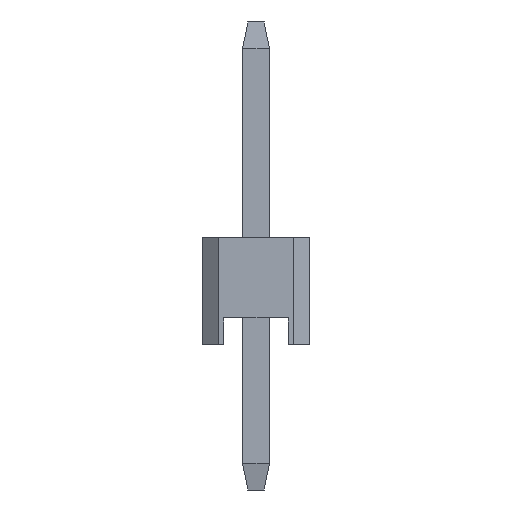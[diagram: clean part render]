
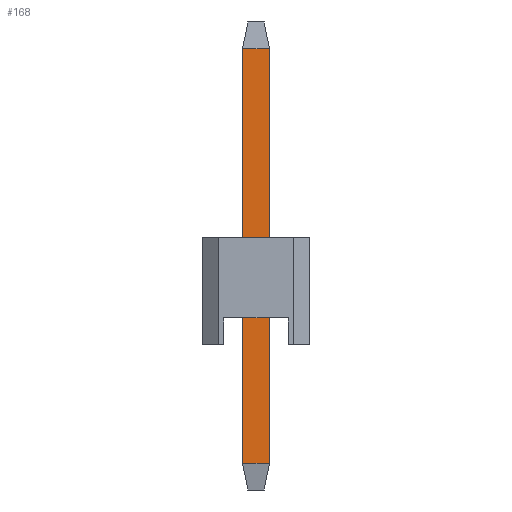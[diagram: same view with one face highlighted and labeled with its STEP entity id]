
A CAD part, left-side view. The second image highlights one B-rep face of the part: STEP entity #168.
In plain terms, the highlighted planar face has unit normal (-1, 0, 0).
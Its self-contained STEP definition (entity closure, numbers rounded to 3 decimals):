
#168=ADVANCED_FACE('',(#462),#4412,.T.);
#462=FACE_OUTER_BOUND('',#756,.T.);
#756=EDGE_LOOP('',(#1075,#1076,#1077,#1078));
#1075=ORIENTED_EDGE('',*,*,#2520,.F.);
#1076=ORIENTED_EDGE('',*,*,#2521,.F.);
#1077=ORIENTED_EDGE('',*,*,#2522,.F.);
#1078=ORIENTED_EDGE('',*,*,#2519,.F.);
#2519=EDGE_CURVE('',#3963,#3964,#3241,.T.);
#2520=EDGE_CURVE('',#3965,#3963,#3242,.T.);
#2521=EDGE_CURVE('',#3966,#3965,#3243,.T.);
#2522=EDGE_CURVE('',#3964,#3966,#3244,.T.);
#3241=B_SPLINE_CURVE_WITH_KNOTS('',1,(#5357,#5358),.UNSPECIFIED.,.F.,.F.,
(2,2),(-7.7,0.),.UNSPECIFIED.);
#3242=B_SPLINE_CURVE_WITH_KNOTS('',1,(#5359,#5360),.UNSPECIFIED.,.F.,.F.,
(2,2),(-0.5,0.),.UNSPECIFIED.);
#3243=B_SPLINE_CURVE_WITH_KNOTS('',1,(#5361,#5362),.UNSPECIFIED.,.F.,.F.,
(2,2),(-7.7,0.),.UNSPECIFIED.);
#3244=B_SPLINE_CURVE_WITH_KNOTS('',1,(#5363,#5364),.UNSPECIFIED.,.F.,.F.,
(2,2),(-0.5,0.),.UNSPECIFIED.);
#3963=VERTEX_POINT('',#5337);
#3964=VERTEX_POINT('',#5338);
#3965=VERTEX_POINT('',#5339);
#3966=VERTEX_POINT('',#5340);
#4412=PLANE('',#4726);
#4726=AXIS2_PLACEMENT_3D('',#5320,#5023,$);
#5023=DIRECTION('',(-1.,0.,0.));
#5320=CARTESIAN_POINT('',(-0.25,104.04,6.34));
#5337=CARTESIAN_POINT('',(-0.25,104.75,5.51));
#5338=CARTESIAN_POINT('',(-0.25,104.75,-2.19));
#5339=CARTESIAN_POINT('',(-0.25,105.25,5.51));
#5340=CARTESIAN_POINT('',(-0.25,105.25,-2.19));
#5357=CARTESIAN_POINT('',(-0.25,104.75,5.51));
#5358=CARTESIAN_POINT('',(-0.25,104.75,-2.19));
#5359=CARTESIAN_POINT('',(-0.25,105.25,5.51));
#5360=CARTESIAN_POINT('',(-0.25,104.75,5.51));
#5361=CARTESIAN_POINT('',(-0.25,105.25,-2.19));
#5362=CARTESIAN_POINT('',(-0.25,105.25,5.51));
#5363=CARTESIAN_POINT('',(-0.25,104.75,-2.19));
#5364=CARTESIAN_POINT('',(-0.25,105.25,-2.19));
